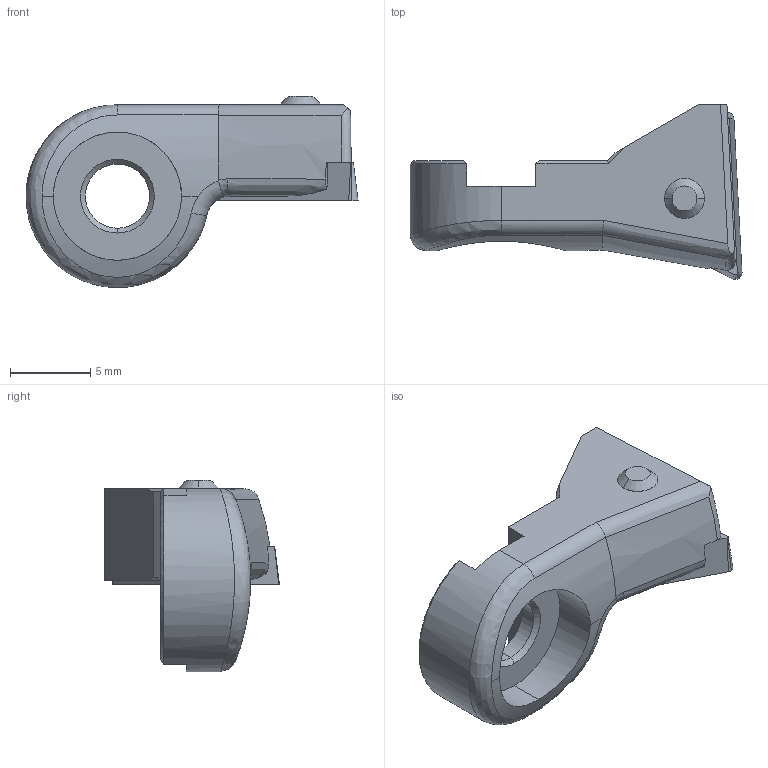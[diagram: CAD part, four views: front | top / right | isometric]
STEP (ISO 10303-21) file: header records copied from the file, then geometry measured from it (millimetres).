
FILE_DESCRIPTION(('no description'),'unknown implementation level');
FILE_NAME('F31E5986-9412-4314-9A11-A1F356AAB514_export.stp',' ',('CIMSOURCE GmbH'),('CADClick - KiM GmbH - www.kimweb.de'),'unknown preprocess','ACIS','unknown authorization');
FILE_SCHEMA(('automotive_design'));
Length unit declared in the file: millimetre
Products named in the file (3): 626.131 Kaiser ENH 31 TC11 32-42|655.383 Kaiser TCGT 110204 K10C;Kombinieren1; 626.131 Kaiser ENH 31 TC11 32-42|694.122 Kaiser ETL M2.5x6.5 T7 IP 10S;Kreismuster1; 626.131 Kaiser ENH 31 TC11 32-42|626.131 Kaiser ENH 31 TC11 32-42;Fase2
Bounding box: 20.7 x 10.9 x 11.92 mm (x, y, z)
Volume: 736.6 mm3; surface area: 1005.6 mm2
Topology: 3 solids, 3 shells, 111 faces, 277 edges, 173 vertices
Faces by surface type: cylinder 38, plane 35, cone 25, bspline 7, torus 6
Entity records: 10899 total; most frequent: CARTESIAN_POINT 5039, STYLED_ITEM 564, PRESENTATION_STYLE_ASSIGNMENT 564, DIRECTION 564, COLOUR_RGB 564, ORIENTED_EDGE 554, EDGE_CURVE 277, CURVE_STYLE 277
